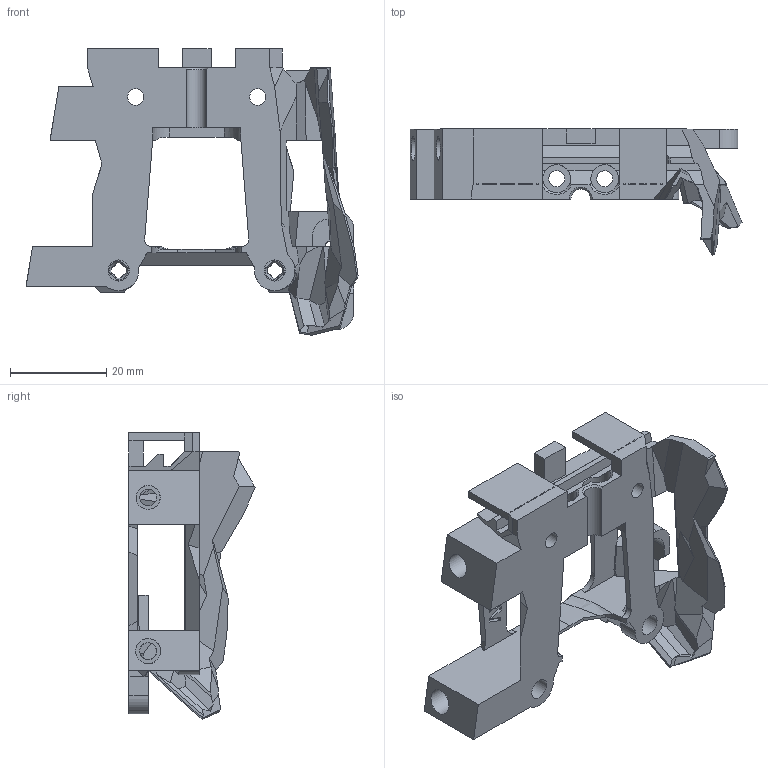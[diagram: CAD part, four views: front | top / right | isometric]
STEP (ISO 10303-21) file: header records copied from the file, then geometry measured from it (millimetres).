
FILE_DESCRIPTION(('FreeCAD Model'),'2;1');
FILE_NAME('Open CASCADE Shape Model','2024-01-23T23:44:13',(''),(''), 'Open CASCADE STEP processor 7.6','FreeCAD','Unknown');
FILE_SCHEMA(('AUTOMOTIVE_DESIGN { 1 0 10303 214 1 1 1 1 }'));
Length unit declared in the file: millimetre
Products named in the file (1): Body001
Bounding box: 69.13 x 26.26 x 59.7 mm (x, y, z)
Volume: 16589.5 mm3; surface area: 12764.4 mm2
Topology: 1 solids, 2 shells, 568 faces, 1699 edges, 1099 vertices
Faces by surface type: plane 442, cylinder 76, bspline 34, cone 16
Full cylindrical faces by diameter (mm): 3.305 x2, 3.4 x4, 3.5 x2, 4.4 x2, 5 x1, 5.2 x1, 5.8 x2, 6 x2
Entity records: 46486 total; most frequent: CARTESIAN_POINT 13455, DIRECTION 5859, LINE 4241, VECTOR 4241, ORIENTED_EDGE 3398, PCURVE 3398, DEFINITIONAL_REPRESENTATION 3398, EDGE_CURVE 1699
